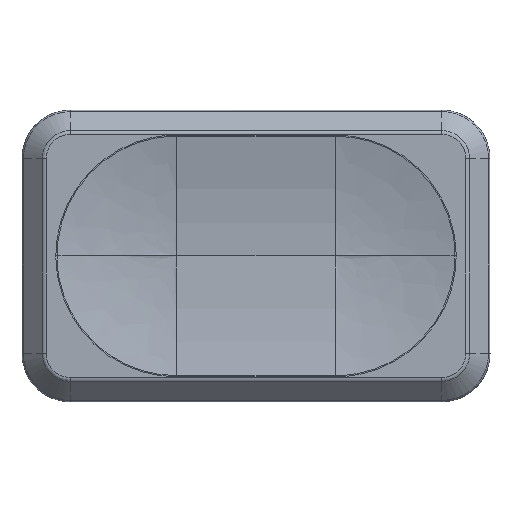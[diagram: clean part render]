
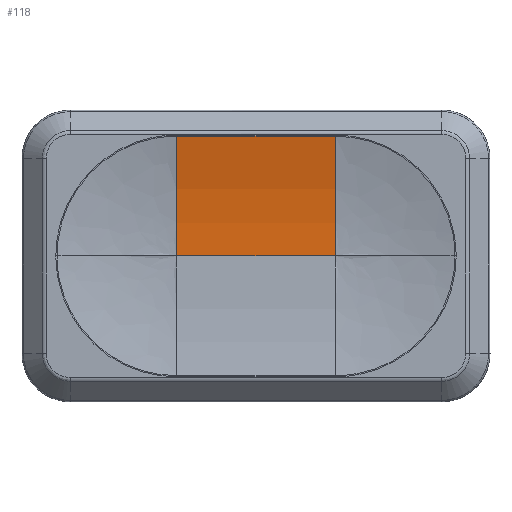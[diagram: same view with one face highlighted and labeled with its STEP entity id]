
A CAD part, top view. The second image highlights one B-rep face of the part: STEP entity #118.
In plain terms, the highlighted free-form (B-spline) face has degree [2, 1] with [3, 2] control points.
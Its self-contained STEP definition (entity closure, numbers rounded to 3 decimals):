
#118=ADVANCED_FACE('',(#213),#1325,.T.);
#213=FACE_OUTER_BOUND('',#311,.T.);
#311=EDGE_LOOP('',(#709,#710,#711,#712));
#709=ORIENTED_EDGE('',*,*,#927,.T.);
#710=ORIENTED_EDGE('',*,*,#945,.F.);
#711=ORIENTED_EDGE('',*,*,#936,.F.);
#712=ORIENTED_EDGE('',*,*,#944,.F.);
#927=EDGE_CURVE('',#1272,#1269,#1058,.T.);
#936=EDGE_CURVE('',#1277,#1276,#1067,.T.);
#944=EDGE_CURVE('',#1272,#1277,#1075,.T.);
#945=EDGE_CURVE('',#1276,#1269,#1076,.T.);
#1058=(
BOUNDED_CURVE()
B_SPLINE_CURVE(2,(#2737,#2738,#2739),.UNSPECIFIED.,.F.,.F.)
B_SPLINE_CURVE_WITH_KNOTS((3,3),(0.092,7.517),
 .UNSPECIFIED.)
CURVE()
GEOMETRIC_REPRESENTATION_ITEM()
RATIONAL_B_SPLINE_CURVE((1.,1.,1.))
REPRESENTATION_ITEM('')
);
#1067=(
BOUNDED_CURVE()
B_SPLINE_CURVE(2,(#2764,#2765,#2766),.UNSPECIFIED.,.F.,.F.)
B_SPLINE_CURVE_WITH_KNOTS((3,3),(0.092,7.517),
 .UNSPECIFIED.)
CURVE()
GEOMETRIC_REPRESENTATION_ITEM()
RATIONAL_B_SPLINE_CURVE((1.,1.,1.))
REPRESENTATION_ITEM('')
);
#1075=(
BOUNDED_CURVE()
B_SPLINE_CURVE(1,(#2788,#2789),.UNSPECIFIED.,.F.,.F.)
B_SPLINE_CURVE_WITH_KNOTS((2,2),(0.,1.),.UNSPECIFIED.)
CURVE()
GEOMETRIC_REPRESENTATION_ITEM()
RATIONAL_B_SPLINE_CURVE((1.,1.))
REPRESENTATION_ITEM('')
);
#1076=(
BOUNDED_CURVE()
B_SPLINE_CURVE(1,(#2790,#2791),.UNSPECIFIED.,.F.,.F.)
B_SPLINE_CURVE_WITH_KNOTS((2,2),(-1.,0.),.UNSPECIFIED.)
CURVE()
GEOMETRIC_REPRESENTATION_ITEM()
RATIONAL_B_SPLINE_CURVE((1.,1.))
REPRESENTATION_ITEM('')
);
#1269=VERTEX_POINT('',#2061);
#1272=VERTEX_POINT('',#2064);
#1276=VERTEX_POINT('',#2068);
#1277=VERTEX_POINT('',#2069);
#1325=(
BOUNDED_SURFACE()
B_SPLINE_SURFACE(2,1,((#1938,#1939),(#1940,#1941),(#1942,#1943)),
 .UNSPECIFIED.,.F.,.F.,.F.)
B_SPLINE_SURFACE_WITH_KNOTS((3,3),(2,2),(0.092,7.517),
(0.,1.),.UNSPECIFIED.)
GEOMETRIC_REPRESENTATION_ITEM()
RATIONAL_B_SPLINE_SURFACE(((1.,1.),(1.,1.),(1.,1.)))
REPRESENTATION_ITEM('')
SURFACE()
);
#1938=CARTESIAN_POINT('',(-55.166,-60.981,9.442));
#1939=CARTESIAN_POINT('',(-46.166,-60.981,9.442));
#1940=CARTESIAN_POINT('',(-55.166,-64.376,8.624));
#1941=CARTESIAN_POINT('',(-46.166,-64.376,8.624));
#1942=CARTESIAN_POINT('',(-55.166,-67.772,8.624));
#1943=CARTESIAN_POINT('',(-46.166,-67.772,8.624));
#2061=CARTESIAN_POINT('',(-55.166,-67.772,8.624));
#2064=CARTESIAN_POINT('',(-55.166,-60.981,9.442));
#2068=CARTESIAN_POINT('',(-46.166,-67.772,8.624));
#2069=CARTESIAN_POINT('',(-46.166,-60.981,9.442));
#2737=CARTESIAN_POINT('',(-55.166,-60.981,9.442));
#2738=CARTESIAN_POINT('',(-55.166,-64.376,8.624));
#2739=CARTESIAN_POINT('',(-55.166,-67.772,8.624));
#2764=CARTESIAN_POINT('',(-46.166,-60.981,9.442));
#2765=CARTESIAN_POINT('',(-46.166,-64.376,8.624));
#2766=CARTESIAN_POINT('',(-46.166,-67.772,8.624));
#2788=CARTESIAN_POINT('',(-55.166,-60.981,9.442));
#2789=CARTESIAN_POINT('',(-46.166,-60.981,9.442));
#2790=CARTESIAN_POINT('',(-46.166,-67.772,8.624));
#2791=CARTESIAN_POINT('',(-55.166,-67.772,8.624));
